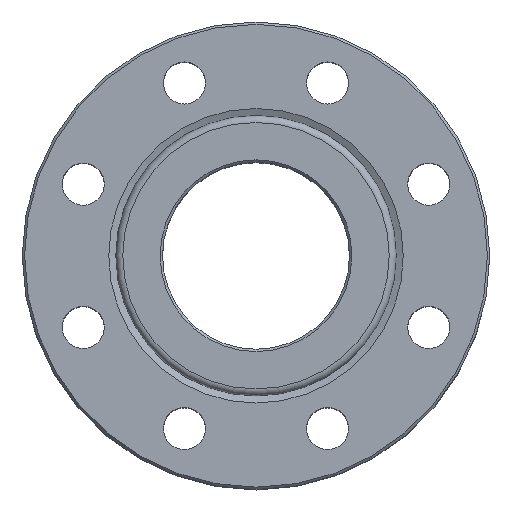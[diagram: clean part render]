
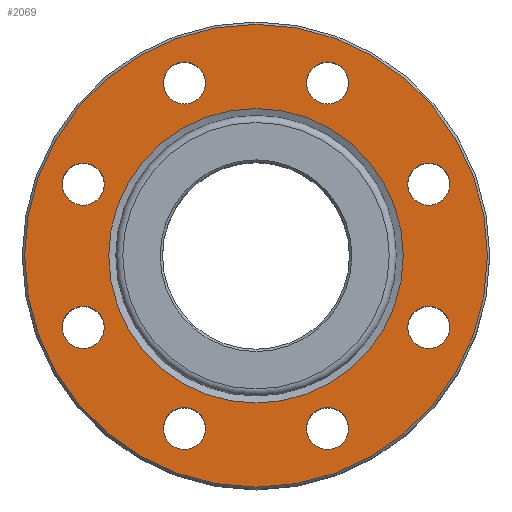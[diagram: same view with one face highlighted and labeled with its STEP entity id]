
A CAD part, top view. The second image highlights one B-rep face of the part: STEP entity #2069.
In plain terms, the highlighted planar face has unit normal (0, 0, 1).
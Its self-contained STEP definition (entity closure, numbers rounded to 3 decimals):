
#86=PLANE('',#2302);
#318=FACE_BOUND('',#561,.T.);
#319=FACE_BOUND('',#562,.T.);
#320=FACE_BOUND('',#563,.T.);
#321=FACE_BOUND('',#564,.T.);
#322=FACE_BOUND('',#565,.T.);
#323=FACE_BOUND('',#566,.T.);
#324=FACE_BOUND('',#567,.T.);
#325=FACE_BOUND('',#568,.T.);
#326=FACE_BOUND('',#569,.T.);
#421=FACE_OUTER_BOUND('',#560,.T.);
#560=EDGE_LOOP('',(#1793));
#561=EDGE_LOOP('',(#1794));
#562=EDGE_LOOP('',(#1795));
#563=EDGE_LOOP('',(#1796));
#564=EDGE_LOOP('',(#1797));
#565=EDGE_LOOP('',(#1798));
#566=EDGE_LOOP('',(#1799));
#567=EDGE_LOOP('',(#1800));
#568=EDGE_LOOP('',(#1801));
#569=EDGE_LOOP('',(#1802));
#772=CIRCLE('',#2301,99.);
#773=CIRCLE('',#2303,9.);
#774=CIRCLE('',#2304,9.);
#775=CIRCLE('',#2305,9.);
#776=CIRCLE('',#2306,9.);
#777=CIRCLE('',#2307,9.);
#778=CIRCLE('',#2308,9.);
#779=CIRCLE('',#2309,9.);
#780=CIRCLE('',#2310,9.);
#781=CIRCLE('',#2311,63.);
#967=VERTEX_POINT('',#4387);
#968=VERTEX_POINT('',#4391);
#969=VERTEX_POINT('',#4393);
#970=VERTEX_POINT('',#4395);
#971=VERTEX_POINT('',#4397);
#972=VERTEX_POINT('',#4399);
#973=VERTEX_POINT('',#4401);
#974=VERTEX_POINT('',#4403);
#975=VERTEX_POINT('',#4405);
#976=VERTEX_POINT('',#4407);
#1248=EDGE_CURVE('',#967,#967,#772,.T.);
#1249=EDGE_CURVE('',#968,#968,#773,.T.);
#1250=EDGE_CURVE('',#969,#969,#774,.T.);
#1251=EDGE_CURVE('',#970,#970,#775,.T.);
#1252=EDGE_CURVE('',#971,#971,#776,.T.);
#1253=EDGE_CURVE('',#972,#972,#777,.T.);
#1254=EDGE_CURVE('',#973,#973,#778,.T.);
#1255=EDGE_CURVE('',#974,#974,#779,.T.);
#1256=EDGE_CURVE('',#975,#975,#780,.T.);
#1257=EDGE_CURVE('',#976,#976,#781,.T.);
#1793=ORIENTED_EDGE('',*,*,#1248,.F.);
#1794=ORIENTED_EDGE('',*,*,#1249,.F.);
#1795=ORIENTED_EDGE('',*,*,#1250,.F.);
#1796=ORIENTED_EDGE('',*,*,#1251,.F.);
#1797=ORIENTED_EDGE('',*,*,#1252,.F.);
#1798=ORIENTED_EDGE('',*,*,#1253,.F.);
#1799=ORIENTED_EDGE('',*,*,#1254,.F.);
#1800=ORIENTED_EDGE('',*,*,#1255,.F.);
#1801=ORIENTED_EDGE('',*,*,#1256,.F.);
#1802=ORIENTED_EDGE('',*,*,#1257,.T.);
#2069=ADVANCED_FACE('',(#421,#318,#319,#320,#321,#322,#323,#324,#325,#326),
#86,.F.);
#2301=AXIS2_PLACEMENT_3D('',#4389,#2799,#2800);
#2302=AXIS2_PLACEMENT_3D('',#4390,#2801,#2802);
#2303=AXIS2_PLACEMENT_3D('',#4392,#2803,#2804);
#2304=AXIS2_PLACEMENT_3D('',#4394,#2805,#2806);
#2305=AXIS2_PLACEMENT_3D('',#4396,#2807,#2808);
#2306=AXIS2_PLACEMENT_3D('',#4398,#2809,#2810);
#2307=AXIS2_PLACEMENT_3D('',#4400,#2811,#2812);
#2308=AXIS2_PLACEMENT_3D('',#4402,#2813,#2814);
#2309=AXIS2_PLACEMENT_3D('',#4404,#2815,#2816);
#2310=AXIS2_PLACEMENT_3D('',#4406,#2817,#2818);
#2311=AXIS2_PLACEMENT_3D('',#4408,#2819,#2820);
#2799=DIRECTION('center_axis',(0.,0.,-1.));
#2800=DIRECTION('ref_axis',(1.,0.,0.));
#2801=DIRECTION('center_axis',(0.,0.,-1.));
#2802=DIRECTION('ref_axis',(-1.,0.,0.));
#2803=DIRECTION('center_axis',(0.,0.,1.));
#2804=DIRECTION('ref_axis',(1.,0.,0.));
#2805=DIRECTION('center_axis',(0.,0.,1.));
#2806=DIRECTION('ref_axis',(1.,0.,0.));
#2807=DIRECTION('center_axis',(0.,0.,1.));
#2808=DIRECTION('ref_axis',(1.,0.,0.));
#2809=DIRECTION('center_axis',(0.,0.,1.));
#2810=DIRECTION('ref_axis',(1.,0.,0.));
#2811=DIRECTION('center_axis',(0.,0.,1.));
#2812=DIRECTION('ref_axis',(1.,0.,0.));
#2813=DIRECTION('center_axis',(0.,0.,1.));
#2814=DIRECTION('ref_axis',(1.,0.,0.));
#2815=DIRECTION('center_axis',(0.,0.,1.));
#2816=DIRECTION('ref_axis',(1.,0.,0.));
#2817=DIRECTION('center_axis',(0.,0.,1.));
#2818=DIRECTION('ref_axis',(1.,0.,0.));
#2819=DIRECTION('center_axis',(0.,0.,-1.));
#2820=DIRECTION('ref_axis',(0.,1.,0.));
#4387=CARTESIAN_POINT('',(-99.,0.,63.5));
#4389=CARTESIAN_POINT('Origin',(0.,0.,63.5));
#4390=CARTESIAN_POINT('Origin',(0.,0.,63.5));
#4391=CARTESIAN_POINT('',(-82.91,30.615,63.5));
#4392=CARTESIAN_POINT('Origin',(-73.91,30.615,63.5));
#4393=CARTESIAN_POINT('',(-82.91,-30.615,63.5));
#4394=CARTESIAN_POINT('Origin',(-73.91,-30.615,63.5));
#4395=CARTESIAN_POINT('',(-39.615,-73.91,63.5));
#4396=CARTESIAN_POINT('Origin',(-30.615,-73.91,63.5));
#4397=CARTESIAN_POINT('',(21.615,-73.91,63.5));
#4398=CARTESIAN_POINT('Origin',(30.615,-73.91,63.5));
#4399=CARTESIAN_POINT('',(64.91,-30.615,63.5));
#4400=CARTESIAN_POINT('Origin',(73.91,-30.615,63.5));
#4401=CARTESIAN_POINT('',(64.91,30.615,63.5));
#4402=CARTESIAN_POINT('Origin',(73.91,30.615,63.5));
#4403=CARTESIAN_POINT('',(21.615,73.91,63.5));
#4404=CARTESIAN_POINT('Origin',(30.615,73.91,63.5));
#4405=CARTESIAN_POINT('',(-39.615,73.91,63.5));
#4406=CARTESIAN_POINT('Origin',(-30.615,73.91,63.5));
#4407=CARTESIAN_POINT('',(0.,-63.,63.5));
#4408=CARTESIAN_POINT('Origin',(0.,0.,63.5));
